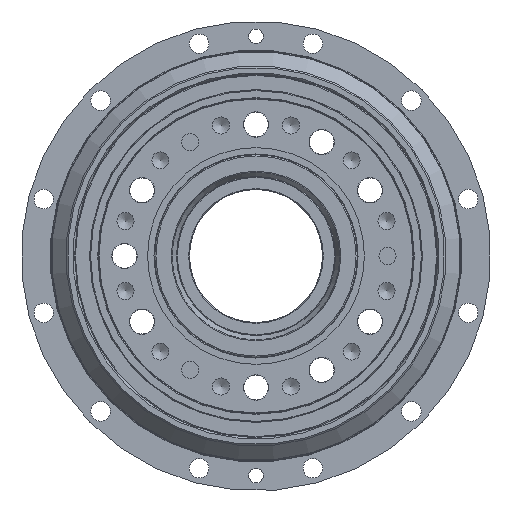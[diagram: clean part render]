
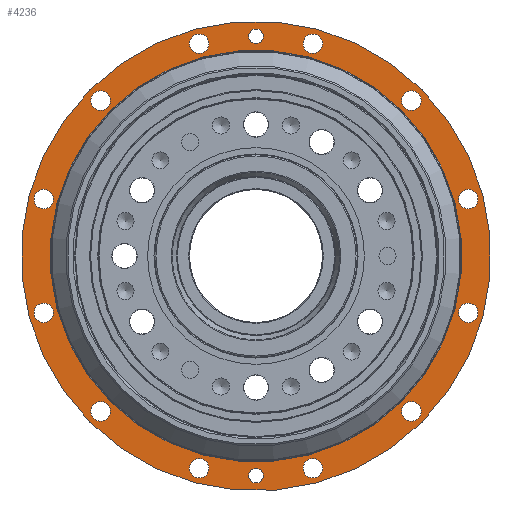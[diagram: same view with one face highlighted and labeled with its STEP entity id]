
A CAD part, left-side view. The second image highlights one B-rep face of the part: STEP entity #4236.
In plain terms, the highlighted planar face has unit normal (-1, 0, 0).
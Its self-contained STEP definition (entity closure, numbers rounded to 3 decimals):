
#235=PLANE('',#4771);
#513=FACE_BOUND('',#1374,.T.);
#514=FACE_BOUND('',#1375,.T.);
#515=FACE_BOUND('',#1376,.T.);
#516=FACE_BOUND('',#1377,.T.);
#517=FACE_BOUND('',#1378,.T.);
#518=FACE_BOUND('',#1379,.T.);
#519=FACE_BOUND('',#1380,.T.);
#520=FACE_BOUND('',#1381,.T.);
#521=FACE_BOUND('',#1382,.T.);
#522=FACE_BOUND('',#1383,.T.);
#523=FACE_BOUND('',#1384,.T.);
#524=FACE_BOUND('',#1385,.T.);
#525=FACE_BOUND('',#1386,.T.);
#526=FACE_BOUND('',#1387,.T.);
#527=FACE_BOUND('',#1388,.T.);
#849=FACE_OUTER_BOUND('',#1373,.T.);
#1373=EDGE_LOOP('',(#3209));
#1374=EDGE_LOOP('',(#3210));
#1375=EDGE_LOOP('',(#3211));
#1376=EDGE_LOOP('',(#3212));
#1377=EDGE_LOOP('',(#3213));
#1378=EDGE_LOOP('',(#3214));
#1379=EDGE_LOOP('',(#3215));
#1380=EDGE_LOOP('',(#3216));
#1381=EDGE_LOOP('',(#3217));
#1382=EDGE_LOOP('',(#3218));
#1383=EDGE_LOOP('',(#3219));
#1384=EDGE_LOOP('',(#3220));
#1385=EDGE_LOOP('',(#3221));
#1386=EDGE_LOOP('',(#3222));
#1387=EDGE_LOOP('',(#3223));
#1388=EDGE_LOOP('',(#3224));
#1874=CIRCLE('',#4707,162.5);
#1888=CIRCLE('',#4731,6.75);
#1890=CIRCLE('',#4734,6.75);
#1892=CIRCLE('',#4737,6.75);
#1894=CIRCLE('',#4740,6.75);
#1896=CIRCLE('',#4743,6.75);
#1898=CIRCLE('',#4746,6.75);
#1900=CIRCLE('',#4749,6.75);
#1902=CIRCLE('',#4752,6.75);
#1904=CIRCLE('',#4755,6.75);
#1906=CIRCLE('',#4758,6.75);
#1908=CIRCLE('',#4761,6.75);
#1910=CIRCLE('',#4764,6.75);
#1912=CIRCLE('',#4767,5.053);
#1914=CIRCLE('',#4770,5.053);
#1915=CIRCLE('',#4772,142.4);
#2224=VERTEX_POINT('',#6941);
#2238=VERTEX_POINT('',#6979);
#2240=VERTEX_POINT('',#6984);
#2242=VERTEX_POINT('',#6989);
#2244=VERTEX_POINT('',#6994);
#2246=VERTEX_POINT('',#6999);
#2248=VERTEX_POINT('',#7004);
#2250=VERTEX_POINT('',#7009);
#2252=VERTEX_POINT('',#7014);
#2254=VERTEX_POINT('',#7019);
#2256=VERTEX_POINT('',#7024);
#2258=VERTEX_POINT('',#7029);
#2260=VERTEX_POINT('',#7034);
#2262=VERTEX_POINT('',#7039);
#2264=VERTEX_POINT('',#7044);
#2265=VERTEX_POINT('',#7047);
#2604=EDGE_CURVE('',#2224,#2224,#1874,.T.);
#2618=EDGE_CURVE('',#2238,#2238,#1888,.T.);
#2620=EDGE_CURVE('',#2240,#2240,#1890,.T.);
#2622=EDGE_CURVE('',#2242,#2242,#1892,.T.);
#2624=EDGE_CURVE('',#2244,#2244,#1894,.T.);
#2626=EDGE_CURVE('',#2246,#2246,#1896,.T.);
#2628=EDGE_CURVE('',#2248,#2248,#1898,.T.);
#2630=EDGE_CURVE('',#2250,#2250,#1900,.T.);
#2632=EDGE_CURVE('',#2252,#2252,#1902,.T.);
#2634=EDGE_CURVE('',#2254,#2254,#1904,.T.);
#2636=EDGE_CURVE('',#2256,#2256,#1906,.T.);
#2638=EDGE_CURVE('',#2258,#2258,#1908,.T.);
#2640=EDGE_CURVE('',#2260,#2260,#1910,.T.);
#2642=EDGE_CURVE('',#2262,#2262,#1912,.T.);
#2644=EDGE_CURVE('',#2264,#2264,#1914,.T.);
#2645=EDGE_CURVE('',#2265,#2265,#1915,.T.);
#3209=ORIENTED_EDGE('',*,*,#2604,.T.);
#3210=ORIENTED_EDGE('',*,*,#2618,.T.);
#3211=ORIENTED_EDGE('',*,*,#2620,.T.);
#3212=ORIENTED_EDGE('',*,*,#2622,.T.);
#3213=ORIENTED_EDGE('',*,*,#2624,.T.);
#3214=ORIENTED_EDGE('',*,*,#2626,.T.);
#3215=ORIENTED_EDGE('',*,*,#2628,.T.);
#3216=ORIENTED_EDGE('',*,*,#2630,.T.);
#3217=ORIENTED_EDGE('',*,*,#2632,.T.);
#3218=ORIENTED_EDGE('',*,*,#2634,.T.);
#3219=ORIENTED_EDGE('',*,*,#2636,.T.);
#3220=ORIENTED_EDGE('',*,*,#2638,.T.);
#3221=ORIENTED_EDGE('',*,*,#2640,.T.);
#3222=ORIENTED_EDGE('',*,*,#2642,.T.);
#3223=ORIENTED_EDGE('',*,*,#2644,.T.);
#3224=ORIENTED_EDGE('',*,*,#2645,.F.);
#4236=ADVANCED_FACE('',(#849,#513,#514,#515,#516,#517,#518,#519,#520,#521,
#522,#523,#524,#525,#526,#527),#235,.F.);
#4707=AXIS2_PLACEMENT_3D('',#6942,#5687,#5688);
#4731=AXIS2_PLACEMENT_3D('',#6980,#5735,#5736);
#4734=AXIS2_PLACEMENT_3D('',#6985,#5741,#5742);
#4737=AXIS2_PLACEMENT_3D('',#6990,#5747,#5748);
#4740=AXIS2_PLACEMENT_3D('',#6995,#5753,#5754);
#4743=AXIS2_PLACEMENT_3D('',#7000,#5759,#5760);
#4746=AXIS2_PLACEMENT_3D('',#7005,#5765,#5766);
#4749=AXIS2_PLACEMENT_3D('',#7010,#5771,#5772);
#4752=AXIS2_PLACEMENT_3D('',#7015,#5777,#5778);
#4755=AXIS2_PLACEMENT_3D('',#7020,#5783,#5784);
#4758=AXIS2_PLACEMENT_3D('',#7025,#5789,#5790);
#4761=AXIS2_PLACEMENT_3D('',#7030,#5795,#5796);
#4764=AXIS2_PLACEMENT_3D('',#7035,#5801,#5802);
#4767=AXIS2_PLACEMENT_3D('',#7040,#5807,#5808);
#4770=AXIS2_PLACEMENT_3D('',#7045,#5813,#5814);
#4771=AXIS2_PLACEMENT_3D('',#7046,#5815,#5816);
#4772=AXIS2_PLACEMENT_3D('',#7048,#5817,#5818);
#5687=DIRECTION('center_axis',(-1.,0.,0.));
#5688=DIRECTION('ref_axis',(0.,-0.966,-0.259));
#5735=DIRECTION('center_axis',(1.,0.,0.));
#5736=DIRECTION('ref_axis',(0.,-0.259,0.966));
#5741=DIRECTION('center_axis',(1.,0.,0.));
#5742=DIRECTION('ref_axis',(0.,-0.707,0.707));
#5747=DIRECTION('center_axis',(1.,0.,0.));
#5748=DIRECTION('ref_axis',(0.,-0.966,0.259));
#5753=DIRECTION('center_axis',(1.,0.,0.));
#5754=DIRECTION('ref_axis',(0.,-0.966,-0.259));
#5759=DIRECTION('center_axis',(1.,0.,0.));
#5760=DIRECTION('ref_axis',(0.,-0.707,-0.707));
#5765=DIRECTION('center_axis',(1.,0.,0.));
#5766=DIRECTION('ref_axis',(0.,-0.259,-0.966));
#5771=DIRECTION('center_axis',(1.,0.,0.));
#5772=DIRECTION('ref_axis',(0.,0.259,-0.966));
#5777=DIRECTION('center_axis',(1.,0.,0.));
#5778=DIRECTION('ref_axis',(0.,0.707,-0.707));
#5783=DIRECTION('center_axis',(1.,0.,0.));
#5784=DIRECTION('ref_axis',(0.,0.966,-0.259));
#5789=DIRECTION('center_axis',(1.,0.,0.));
#5790=DIRECTION('ref_axis',(0.,0.966,0.259));
#5795=DIRECTION('center_axis',(1.,0.,0.));
#5796=DIRECTION('ref_axis',(0.,0.707,0.707));
#5801=DIRECTION('center_axis',(1.,0.,0.));
#5802=DIRECTION('ref_axis',(0.,0.259,0.966));
#5807=DIRECTION('center_axis',(1.,0.,0.));
#5808=DIRECTION('ref_axis',(0.,-0.259,0.966));
#5813=DIRECTION('center_axis',(1.,0.,0.));
#5814=DIRECTION('ref_axis',(0.,0.259,-0.966));
#5815=DIRECTION('center_axis',(1.,0.,0.));
#5816=DIRECTION('ref_axis',(0.,0.259,-0.966));
#5817=DIRECTION('center_axis',(-1.,0.,0.));
#5818=DIRECTION('ref_axis',(0.,0.259,-0.966));
#6941=CARTESIAN_POINT('',(75.5,156.963,42.058));
#6942=CARTESIAN_POINT('Origin',(75.5,0.,0.));
#6979=CARTESIAN_POINT('',(75.5,145.074,45.86));
#6980=CARTESIAN_POINT('Origin',(75.5,146.821,39.34));
#6984=CARTESIAN_POINT('',(75.5,102.707,112.253));
#6985=CARTESIAN_POINT('Origin',(75.5,107.48,107.48));
#6989=CARTESIAN_POINT('',(75.5,32.82,148.568));
#6990=CARTESIAN_POINT('Origin',(75.5,39.34,146.821));
#6994=CARTESIAN_POINT('',(75.5,-45.86,145.074));
#6995=CARTESIAN_POINT('Origin',(75.5,-39.34,146.821));
#6999=CARTESIAN_POINT('',(75.5,-112.253,102.707));
#7000=CARTESIAN_POINT('Origin',(75.5,-107.48,107.48));
#7004=CARTESIAN_POINT('',(75.5,-148.568,32.82));
#7005=CARTESIAN_POINT('Origin',(75.5,-146.821,39.34));
#7009=CARTESIAN_POINT('',(75.5,-145.074,-45.86));
#7010=CARTESIAN_POINT('Origin',(75.5,-146.821,-39.34));
#7014=CARTESIAN_POINT('',(75.5,-102.707,-112.253));
#7015=CARTESIAN_POINT('Origin',(75.5,-107.48,-107.48));
#7019=CARTESIAN_POINT('',(75.5,-32.82,-148.568));
#7020=CARTESIAN_POINT('Origin',(75.5,-39.34,-146.821));
#7024=CARTESIAN_POINT('',(75.5,45.86,-145.074));
#7025=CARTESIAN_POINT('Origin',(75.5,39.34,-146.821));
#7029=CARTESIAN_POINT('',(75.5,112.253,-102.707));
#7030=CARTESIAN_POINT('Origin',(75.5,107.48,-107.48));
#7034=CARTESIAN_POINT('',(75.5,148.568,-32.82));
#7035=CARTESIAN_POINT('Origin',(75.5,146.821,-39.34));
#7039=CARTESIAN_POINT('',(75.5,-1.308,156.881));
#7040=CARTESIAN_POINT('Origin',(75.5,0.,152.));
#7044=CARTESIAN_POINT('',(75.5,1.308,-156.881));
#7045=CARTESIAN_POINT('Origin',(75.5,0.,-152.));
#7046=CARTESIAN_POINT('Origin',(75.5,0.,0.));
#7047=CARTESIAN_POINT('',(75.5,-36.856,137.548));
#7048=CARTESIAN_POINT('Origin',(75.5,0.,0.));
